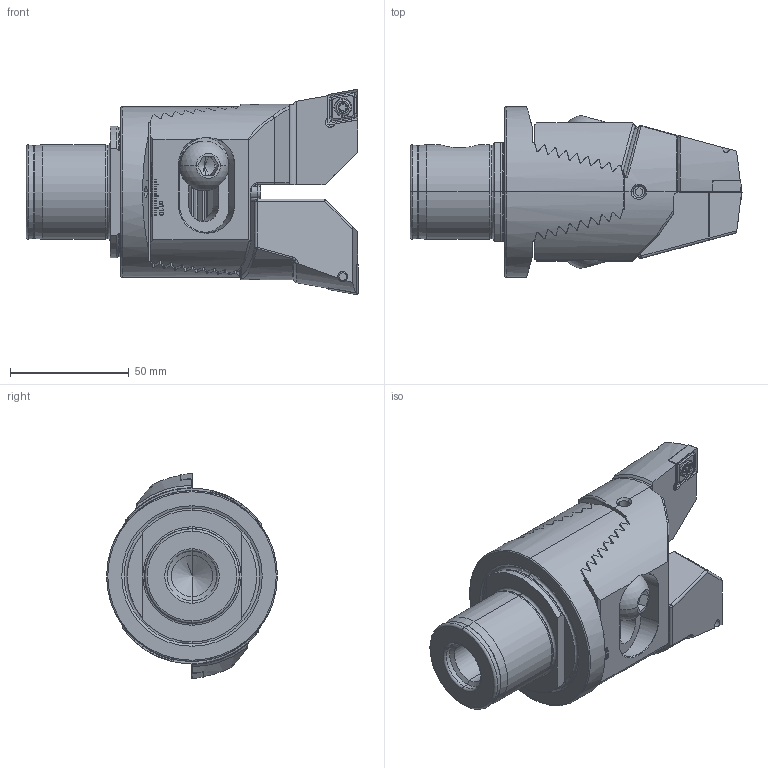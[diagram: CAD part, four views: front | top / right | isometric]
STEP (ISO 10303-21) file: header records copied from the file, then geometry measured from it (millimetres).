
FILE_DESCRIPTION (( 'STEP AP203' ), '1' );
FILE_NAME ('142.720.100.STEP', '2018-03-02T08:38:01', ( 'SWIAdmin' ), ( 'Hewlett-Packard Company' ), 'SwSTEP 2.0', 'SolidWorks 2017', '' );
FILE_SCHEMA (( 'CONFIG_CONTROL_DESIGN' ));
Length unit declared in the file: millimetre
Products named in the file (11): WCC-ER2.001.010_A; Z72-WCC.001.050; Z72-ER1.002.025_A; Z72-ER1.003.025_A_gespannt; MB7-Z72.K21.100_C; Z72-ER1.001.025; Z72-ER2.002.020; 142.720.100; Z72-xxx.001.050_C; Z72-ER3.001.030; CCMT120404
Assembly tree (15 placements, depth 3):
  142.720.100
    MB7-Z72.K21.100_C
    Z72-ER2.002.020
    Z72-WCC.001.050
      Z72-xxx.001.050_C  x2
      Z72-ER3.001.030  x2
      CCMT120404  x2
      WCC-ER2.001.010_A  x2
    Z72-ER1.001.025  x2
      Z72-ER1.002.025_A
      Z72-ER1.003.025_A_gespannt
Bounding box: 140 x 72 x 86.5 mm (x, y, z)
Volume: 309165.4 mm3; surface area: 73842.8 mm2
Topology: 14 solids, 14 shells, 1042 faces, 2729 edges, 1699 vertices
Faces by surface type: plane 539, cylinder 230, cone 115, bspline 92, torus 48, sphere 18
Entity records: 23517 total; most frequent: CARTESIAN_POINT 7656, ORIENTED_EDGE 3354, DIRECTION 2713, EDGE_CURVE 1677, VERTEX_POINT 1058, AXIS2_PLACEMENT_3D 953, LINE 807, VECTOR 807
